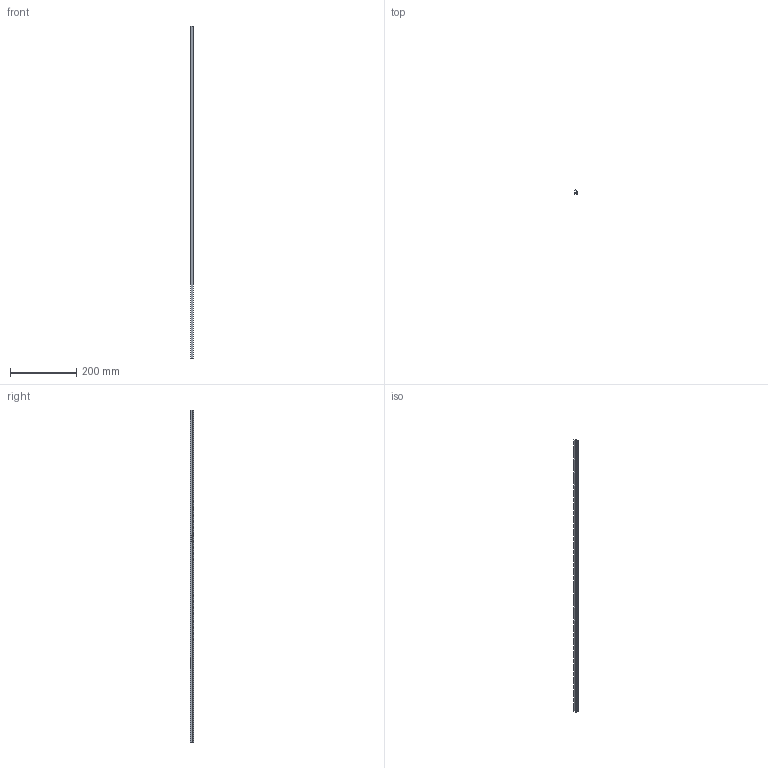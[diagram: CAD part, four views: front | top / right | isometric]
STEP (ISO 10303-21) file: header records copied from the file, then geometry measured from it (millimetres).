
FILE_DESCRIPTION((''),'2;1');
FILE_NAME('AR3465.stp','2021-02-15T13:16:39',('arma02'),(''),'Autodesk Inventor 2013','Autodesk Inventor 2013','');
FILE_SCHEMA(('AUTOMOTIVE_DESIGN { 1 0 10303 214 1 1 1 1 }'));
Length unit declared in the file: millimetre
Products named in the file (1): AR3465
Bounding box: 8.57 x 11.91 x 1000 mm (x, y, z)
Volume: 40465.8 mm3; surface area: 61601.4 mm2
Topology: 1 solids, 1 shells, 1856 faces, 5894 edges, 3708 vertices
Faces by surface type: plane 1342, cylinder 514
Entity records: 64588 total; most frequent: ORIENTED_EDGE 11788, CARTESIAN_POINT 11459, DIRECTION 10636, EDGE_CURVE 5894, VECTOR 4866, LINE 4866, VERTEX_POINT 3708, AXIS2_PLACEMENT_3D 2885
